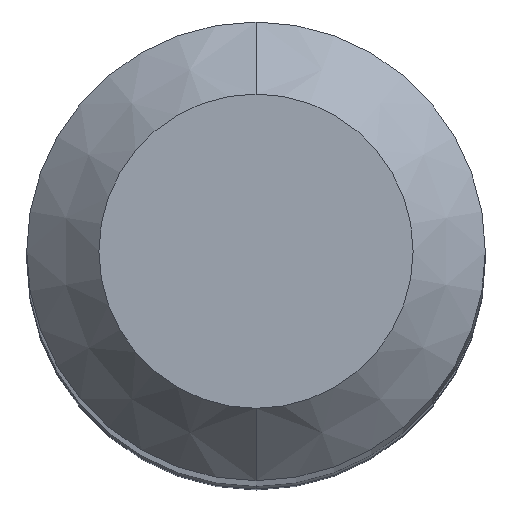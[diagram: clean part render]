
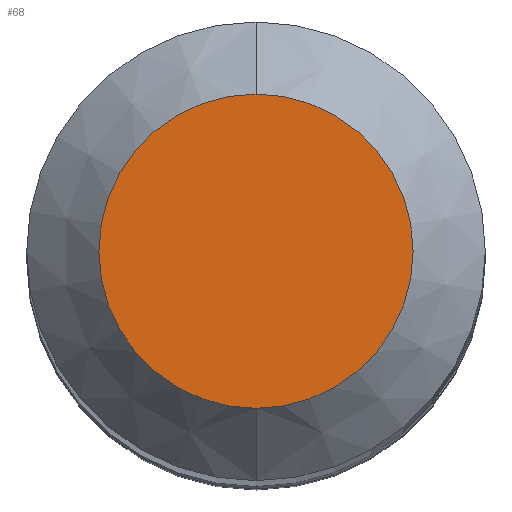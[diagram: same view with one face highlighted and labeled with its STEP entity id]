
A CAD part, top view. The second image highlights one B-rep face of the part: STEP entity #68.
In plain terms, the highlighted planar face has unit normal (0, 0, 1).
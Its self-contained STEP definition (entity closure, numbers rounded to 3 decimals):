
#41=PLANE('',#394);
#68=ADVANCED_FACE('',(#95),#41,.F.);
#95=FACE_OUTER_BOUND('',#114,.T.);
#114=EDGE_LOOP('',(#209,#210));
#209=ORIENTED_EDGE('',*,*,#260,.F.);
#210=ORIENTED_EDGE('',*,*,#263,.F.);
#228=VERTEX_POINT('',#590);
#229=VERTEX_POINT('',#591);
#260=EDGE_CURVE('',#228,#229,#282,.T.);
#263=EDGE_CURVE('',#229,#228,#283,.T.);
#282=CIRCLE('',#390,2.175);
#283=CIRCLE('',#392,2.175);
#390=AXIS2_PLACEMENT_3D('',#589,#501,#502);
#392=AXIS2_PLACEMENT_3D('',#595,#507,#508);
#394=AXIS2_PLACEMENT_3D('',#597,#511,#512);
#501=DIRECTION('',(0.,0.,-1.));
#502=DIRECTION('',(0.,1.,0.));
#507=DIRECTION('',(0.,0.,-1.));
#508=DIRECTION('',(0.,-1.,0.));
#511=DIRECTION('',(0.,0.,-1.));
#512=DIRECTION('',(0.,1.,0.));
#589=CARTESIAN_POINT('',(0.,0.,76.2));
#590=CARTESIAN_POINT('',(0.,2.175,76.2));
#591=CARTESIAN_POINT('',(0.,-2.175,76.2));
#595=CARTESIAN_POINT('',(0.,0.,76.2));
#597=CARTESIAN_POINT('',(0.,0.,76.2));
